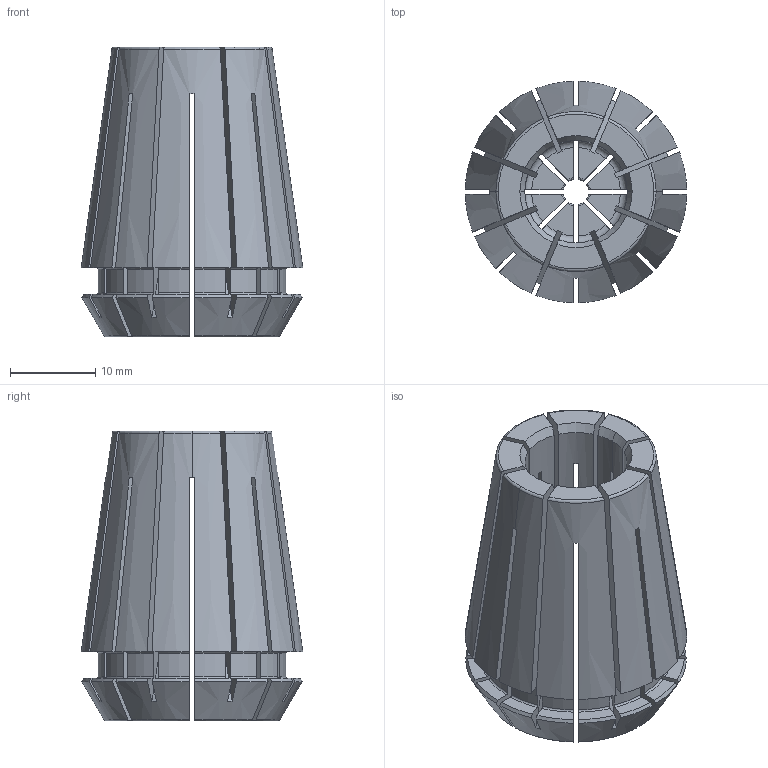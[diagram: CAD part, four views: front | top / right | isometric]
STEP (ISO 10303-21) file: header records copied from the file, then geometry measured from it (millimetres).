
FILE_DESCRIPTION(('HOOPS Exchange Step'),'2;1');
FILE_NAME('export-DB853C7E-46D2-46C8-B2F6-CEDD0F3625B8.stp','2025-11-12T13:58:45+01:00',('Engineering'),('Alibre'),'HOOPS Exchange 2025.2','Alibre','Unknown authorisation');
FILE_SCHEMA( ('AP242_MANAGED_MODEL_BASED_3D_ENGINEERING_MIM_LF {1 0 10303 442 1 1 4}') );
Length unit declared in the file: millimetre
Products named in the file (1): 7423 Single MR 25 Collet 3.00mm micRun Swiss Quality
Bounding box: 25.99 x 25.99 x 34 mm (x, y, z)
Volume: 9974.7 mm3; surface area: 9480.8 mm2
Topology: 1 solids, 1 shells, 280 faces, 826 edges, 546 vertices
Faces by surface type: plane 104, torus 82, cylinder 50, cone 44
Entity records: 9749 total; most frequent: CARTESIAN_POINT 2574, ORIENTED_EDGE 1652, DIRECTION 1354, EDGE_CURVE 826, VERTEX_POINT 546, AXIS2_PLACEMENT_3D 542, B_SPLINE_CURVE_WITH_KNOTS 296, EDGE_LOOP 280
